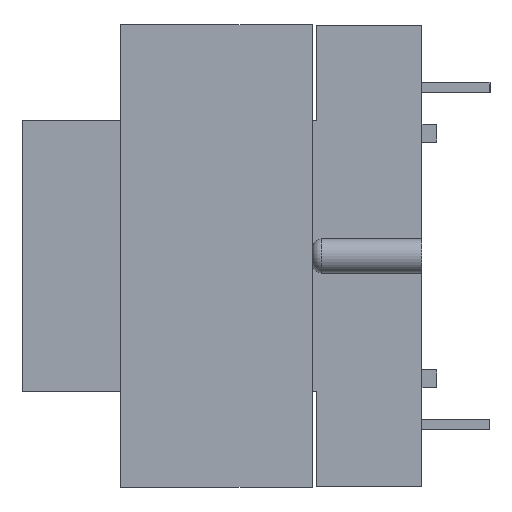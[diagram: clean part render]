
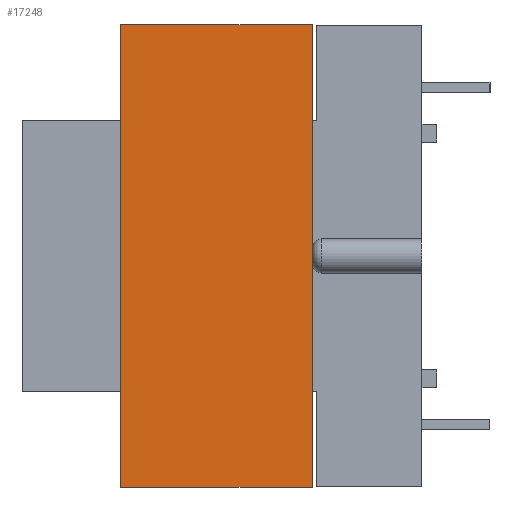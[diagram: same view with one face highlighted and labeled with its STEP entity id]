
A CAD part, left-side view. The second image highlights one B-rep face of the part: STEP entity #17248.
In plain terms, the highlighted planar face has unit normal (-1, 0, 0).
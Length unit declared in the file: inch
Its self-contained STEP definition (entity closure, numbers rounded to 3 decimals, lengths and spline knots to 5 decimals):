
#100 = VERTEX_POINT ( 'NONE', #44483 ) ;
#1376 = AXIS2_PLACEMENT_3D ( 'NONE', #20009, #34954, #11916 ) ;
#2014 = LINE ( 'NONE', #29021, #31705 ) ;
#2365 = ORIENTED_EDGE ( 'NONE', *, *, #32385, .T. ) ;
#2752 = CARTESIAN_POINT ( 'NONE',  ( -0.48905, 0.9804, 0.34974 ) ) ;
#4867 = LINE ( 'NONE', #22864, #26696 ) ;
#5016 = CARTESIAN_POINT ( 'NONE',  ( -0.48905, 0.9804, 1.91274 ) ) ;
#5030 = EDGE_CURVE ( 'NONE', #22786, #100, #35047, .T. ) ;
#6797 = DIRECTION ( 'NONE',  ( 0., -1., 0. ) ) ;
#8804 = VERTEX_POINT ( 'NONE', #22502 ) ;
#11087 = PLANE ( 'NONE',  #1376 ) ;
#11916 = DIRECTION ( 'NONE',  ( 0., -1., 0. ) ) ;
#14640 = CARTESIAN_POINT ( 'NONE',  ( -0.48905, 0.9804, 0.34974 ) ) ;
#16166 = VERTEX_POINT ( 'NONE', #20128 ) ;
#16815 = EDGE_CURVE ( 'NONE', #16166, #8804, #46354, .T. ) ;
#17199 = FACE_OUTER_BOUND ( 'NONE', #40874, .T. ) ;
#17248 = ADVANCED_FACE ( 'NONE', ( #17199 ), #11087, .F. ) ;
#17301 = DIRECTION ( 'NONE',  ( 0., 0., 1. ) ) ;
#17396 = EDGE_CURVE ( 'NONE', #22786, #16166, #2014, .T. ) ;
#18700 = ORIENTED_EDGE ( 'NONE', *, *, #17396, .F. ) ;
#20009 = CARTESIAN_POINT ( 'NONE',  ( -0.48905, 0.9804, 0.34974 ) ) ;
#20128 = CARTESIAN_POINT ( 'NONE',  ( -0.48905, 0.9804, 1.91274 ) ) ;
#22502 = CARTESIAN_POINT ( 'NONE',  ( -0.48905, 0.3329, 1.91274 ) ) ;
#22786 = VERTEX_POINT ( 'NONE', #14640 ) ;
#22864 = CARTESIAN_POINT ( 'NONE',  ( -0.48905, 0.3329, 0.34974 ) ) ;
#26656 = ORIENTED_EDGE ( 'NONE', *, *, #16815, .F. ) ;
#26696 = VECTOR ( 'NONE', #41973, 39.37008 ) ;
#29021 = CARTESIAN_POINT ( 'NONE',  ( -0.48905, 0.9804, 0.34974 ) ) ;
#31705 = VECTOR ( 'NONE', #17301, 39.37008 ) ;
#32274 = DIRECTION ( 'NONE',  ( 0., -1., 0. ) ) ;
#32385 = EDGE_CURVE ( 'NONE', #100, #8804, #4867, .T. ) ;
#34954 = DIRECTION ( 'NONE',  ( 1., 0., 0. ) ) ;
#35047 = LINE ( 'NONE', #2752, #39875 ) ;
#38736 = ORIENTED_EDGE ( 'NONE', *, *, #5030, .T. ) ;
#39875 = VECTOR ( 'NONE', #6797, 39.37008 ) ;
#40874 = EDGE_LOOP ( 'NONE', ( #38736, #2365, #26656, #18700 ) ) ;
#40899 = VECTOR ( 'NONE', #32274, 39.37008 ) ;
#41973 = DIRECTION ( 'NONE',  ( 0., 0., 1. ) ) ;
#44483 = CARTESIAN_POINT ( 'NONE',  ( -0.48905, 0.3329, 0.34974 ) ) ;
#46354 = LINE ( 'NONE', #5016, #40899 ) ;
